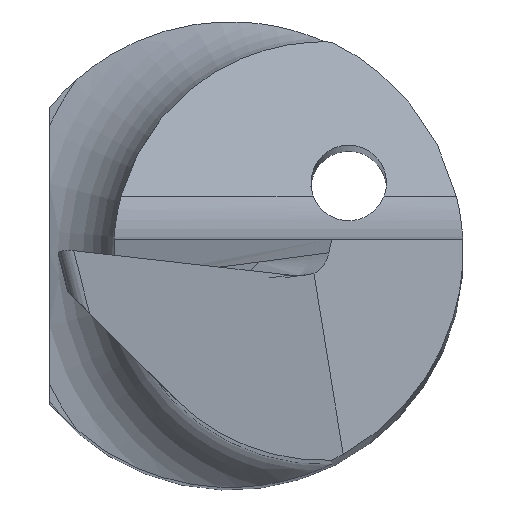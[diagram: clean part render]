
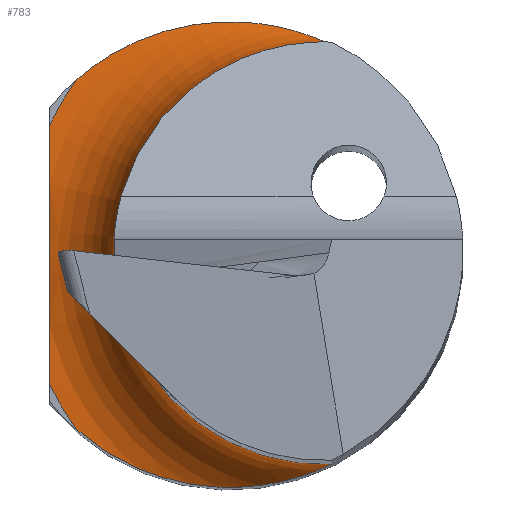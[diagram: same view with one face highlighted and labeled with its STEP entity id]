
A CAD part, top view. The second image highlights one B-rep face of the part: STEP entity #783.
In plain terms, the highlighted toroidal (fillet/blend) face has major radius 2.601 mm and minor radius 0.8 mm.
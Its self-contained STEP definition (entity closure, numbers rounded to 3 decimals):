
#14 = AXIS2_PLACEMENT_3D ( 'NONE', #210, #758, #518 ) ;
#29 = CARTESIAN_POINT ( 'NONE',  ( -0.026, 2.003, 13.88 ) ) ;
#32 = CARTESIAN_POINT ( 'NONE',  ( 0.872, 1.8, 14.551 ) ) ;
#34 = CARTESIAN_POINT ( 'NONE',  ( 0.872, 1.8, 14.551 ) ) ;
#45 = FACE_OUTER_BOUND ( 'NONE', #225, .T. ) ;
#49 = CARTESIAN_POINT ( 'NONE',  ( -1.55, 0.742, 13.763 ) ) ;
#65 = CARTESIAN_POINT ( 'NONE',  ( 0.581, -1.916, 14.117 ) ) ;
#66 = ORIENTED_EDGE ( 'NONE', *, *, #269, .T. ) ;
#74 = VERTEX_POINT ( 'NONE', #34 ) ;
#75 = CARTESIAN_POINT ( 'NONE',  ( -1.55, 1.113, 13.751 ) ) ;
#80 = VERTEX_POINT ( 'NONE', #522 ) ;
#101 = CARTESIAN_POINT ( 'NONE',  ( -1.159, -1.645, 13.751 ) ) ;
#102 = CARTESIAN_POINT ( 'NONE',  ( -1.16, 1.645, 13.751 ) ) ;
#105 = CARTESIAN_POINT ( 'NONE',  ( -1.55, 0.927, 13.751 ) ) ;
#108 = CARTESIAN_POINT ( 'NONE',  ( -1.55, -0.742, 13.763 ) ) ;
#116 = CARTESIAN_POINT ( 'NONE',  ( -1.55, 0.371, 13.783 ) ) ;
#120 = CARTESIAN_POINT ( 'NONE',  ( 0.671, -1.886, 14.178 ) ) ;
#142 = DIRECTION ( 'NONE',  ( 0., 0., -1. ) ) ;
#143 = VERTEX_POINT ( 'NONE', #817 ) ;
#155 = ORIENTED_EDGE ( 'NONE', *, *, #828, .T. ) ;
#167 = VERTEX_POINT ( 'NONE', #396 ) ;
#168 = CARTESIAN_POINT ( 'NONE',  ( 0.083, -2.01, 13.902 ) ) ;
#199 = AXIS2_PLACEMENT_3D ( 'NONE', #866, #342, #484 ) ;
#204 = B_SPLINE_CURVE_WITH_KNOTS ( 'NONE', 3,
 ( #32, #231, #314, #644, #365, #376, #582, #654, #29, #711, #505, #773, #450, #521, #102, #573 ),
 .UNSPECIFIED., .F., .F.,
 ( 4, 2, 2, 2, 2, 2, 2, 4 ),
 ( 0., 0., 0.001, 0.001, 0.001, 0.002, 0.002, 0.003 ),
 .UNSPECIFIED. ) ;
#210 = CARTESIAN_POINT ( 'NONE',  ( 0.801, 0., 13.751 ) ) ;
#223 = EDGE_CURVE ( 'NONE', #80, #524, #370, .T. ) ;
#225 = EDGE_LOOP ( 'NONE', ( #66, #564, #528, #427, #585, #155 ) ) ;
#231 = CARTESIAN_POINT ( 'NONE',  ( 0.872, 1.8, 14.439 ) ) ;
#240 = CARTESIAN_POINT ( 'NONE',  ( -1.55, -0.371, 13.783 ) ) ;
#249 = CARTESIAN_POINT ( 'NONE',  ( -1.55, 0.185, 13.791 ) ) ;
#269 = EDGE_CURVE ( 'NONE', #74, #80, #204, .T. ) ;
#270 = CARTESIAN_POINT ( 'NONE',  ( 0.801, 0., 13.751 ) ) ;
#302 = CARTESIAN_POINT ( 'NONE',  ( 0.293, -1.988, 13.963 ) ) ;
#314 = CARTESIAN_POINT ( 'NONE',  ( 0.816, 1.828, 14.336 ) ) ;
#342 = DIRECTION ( 'NONE',  ( 0., 0., -1. ) ) ;
#345 = TOROIDAL_SURFACE ( 'NONE', #199, 2.601, 0.8 ) ;
#365 = CARTESIAN_POINT ( 'NONE',  ( 0.582, 1.916, 14.117 ) ) ;
#370 = CIRCLE ( 'NONE', #755, 2.601 ) ;
#376 = CARTESIAN_POINT ( 'NONE',  ( 0.392, 1.964, 14.016 ) ) ;
#389 = CARTESIAN_POINT ( 'NONE',  ( -1.55, -0.927, 13.751 ) ) ;
#396 = CARTESIAN_POINT ( 'NONE',  ( 0.872, -1.8, 14.551 ) ) ;
#419 = DIRECTION ( 'NONE',  ( 0., 0., 1. ) ) ;
#427 = ORIENTED_EDGE ( 'NONE', *, *, #635, .T. ) ;
#431 = B_SPLINE_CURVE_WITH_KNOTS ( 'NONE', 3,
 ( #457, #105, #49, #116, #249, #778, #240, #108, #389, #445 ),
 .UNSPECIFIED., .F., .F.,
 ( 4, 2, 2, 2, 4 ),
 ( 0., 0.001, 0.001, 0.002, 0.002 ),
 .UNSPECIFIED. ) ;
#445 = CARTESIAN_POINT ( 'NONE',  ( -1.55, -1.113, 13.751 ) ) ;
#450 = CARTESIAN_POINT ( 'NONE',  ( -0.666, 1.889, 13.779 ) ) ;
#452 = CARTESIAN_POINT ( 'NONE',  ( 0.872, -1.8, 14.551 ) ) ;
#457 = CARTESIAN_POINT ( 'NONE',  ( -1.55, 1.113, 13.751 ) ) ;
#461 = CARTESIAN_POINT ( 'NONE',  ( 0.816, -1.828, 14.336 ) ) ;
#472 = DIRECTION ( 'NONE',  ( 1., 0., 0. ) ) ;
#484 = DIRECTION ( 'NONE',  ( 1., 0., 0. ) ) ;
#500 = CARTESIAN_POINT ( 'NONE',  ( -1.326, -1.497, 13.751 ) ) ;
#505 = CARTESIAN_POINT ( 'NONE',  ( -0.349, 1.972, 13.817 ) ) ;
#506 = B_SPLINE_CURVE_WITH_KNOTS ( 'NONE', 3,
 ( #500, #101, #648, #579, #638, #168, #302, #65, #120, #461, #656, #452 ),
 .UNSPECIFIED., .F., .F.,
 ( 4, 2, 2, 2, 2, 4 ),
 ( 0., 0.001, 0.001, 0.002, 0.002, 0.003 ),
 .UNSPECIFIED. ) ;
#518 = DIRECTION ( 'NONE',  ( 1., 0., 0. ) ) ;
#521 = CARTESIAN_POINT ( 'NONE',  ( -0.97, 1.763, 13.756 ) ) ;
#522 = CARTESIAN_POINT ( 'NONE',  ( -1.326, 1.497, 13.751 ) ) ;
#524 = VERTEX_POINT ( 'NONE', #75 ) ;
#528 = ORIENTED_EDGE ( 'NONE', *, *, #726, .T. ) ;
#539 = CARTESIAN_POINT ( 'NONE',  ( 0.801, 0., 14.551 ) ) ;
#542 = DIRECTION ( 'NONE',  ( 1., 0., 0. ) ) ;
#548 = CIRCLE ( 'NONE', #676, 1.801 ) ;
#564 = ORIENTED_EDGE ( 'NONE', *, *, #223, .T. ) ;
#573 = CARTESIAN_POINT ( 'NONE',  ( -1.326, 1.497, 13.751 ) ) ;
#579 = CARTESIAN_POINT ( 'NONE',  ( -0.564, -1.932, 13.787 ) ) ;
#582 = CARTESIAN_POINT ( 'NONE',  ( 0.29, 1.982, 13.975 ) ) ;
#585 = ORIENTED_EDGE ( 'NONE', *, *, #646, .T. ) ;
#635 = EDGE_CURVE ( 'NONE', #143, #679, #674, .T. ) ;
#638 = CARTESIAN_POINT ( 'NONE',  ( -0.352, -1.981, 13.812 ) ) ;
#644 = CARTESIAN_POINT ( 'NONE',  ( 0.672, 1.885, 14.178 ) ) ;
#646 = EDGE_CURVE ( 'NONE', #679, #167, #506, .T. ) ;
#648 = CARTESIAN_POINT ( 'NONE',  ( -0.974, -1.761, 13.756 ) ) ;
#654 = CARTESIAN_POINT ( 'NONE',  ( 0.081, 2.001, 13.907 ) ) ;
#656 = CARTESIAN_POINT ( 'NONE',  ( 0.872, -1.8, 14.439 ) ) ;
#674 = CIRCLE ( 'NONE', #14, 2.601 ) ;
#676 = AXIS2_PLACEMENT_3D ( 'NONE', #539, #142, #472 ) ;
#679 = VERTEX_POINT ( 'NONE', #781 ) ;
#711 = CARTESIAN_POINT ( 'NONE',  ( -0.24, 1.988, 13.835 ) ) ;
#726 = EDGE_CURVE ( 'NONE', #524, #143, #431, .T. ) ;
#755 = AXIS2_PLACEMENT_3D ( 'NONE', #270, #419, #542 ) ;
#758 = DIRECTION ( 'NONE',  ( 0., 0., 1. ) ) ;
#773 = CARTESIAN_POINT ( 'NONE',  ( -0.562, 1.923, 13.789 ) ) ;
#778 = CARTESIAN_POINT ( 'NONE',  ( -1.55, -0.186, 13.791 ) ) ;
#781 = CARTESIAN_POINT ( 'NONE',  ( -1.326, -1.497, 13.751 ) ) ;
#783 = ADVANCED_FACE ( 'NONE', ( #45 ), #345, .F. ) ;
#817 = CARTESIAN_POINT ( 'NONE',  ( -1.55, -1.113, 13.751 ) ) ;
#828 = EDGE_CURVE ( 'NONE', #167, #74, #548, .T. ) ;
#866 = CARTESIAN_POINT ( 'NONE',  ( 0.801, 0., 14.551 ) ) ;
